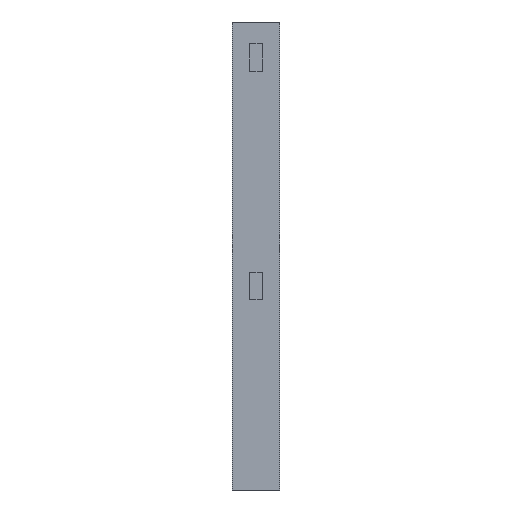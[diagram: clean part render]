
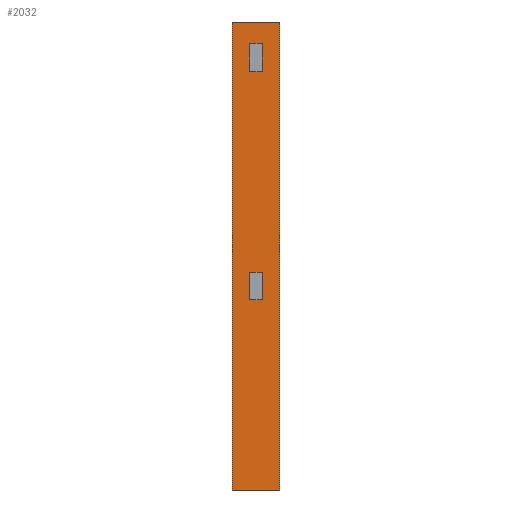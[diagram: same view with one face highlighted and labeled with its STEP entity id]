
A CAD part, left-side view. The second image highlights one B-rep face of the part: STEP entity #2032.
In plain terms, the highlighted planar face has unit normal (-1, 0, 0).
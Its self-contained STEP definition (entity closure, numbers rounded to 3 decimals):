
#4 = CARTESIAN_POINT ( 'NONE',  ( -45., -5., -70. ) ) ;
#7 = LINE ( 'NONE', #1787, #1438 ) ;
#23 = LINE ( 'NONE', #1811, #747 ) ;
#25 = DIRECTION ( 'NONE',  ( 0., -1., 0. ) ) ;
#39 = VERTEX_POINT ( 'NONE', #1663 ) ;
#87 = VERTEX_POINT ( 'NONE', #2014 ) ;
#167 = CARTESIAN_POINT ( 'NONE',  ( -45., 1.3, -13.786 ) ) ;
#168 = DIRECTION ( 'NONE',  ( 1., 0., 0. ) ) ;
#194 = CARTESIAN_POINT ( 'NONE',  ( -45., 1.3, -7.886 ) ) ;
#196 = PLANE ( 'NONE',  #649 ) ;
#226 = VERTEX_POINT ( 'NONE', #945 ) ;
#309 = CARTESIAN_POINT ( 'NONE',  ( -45., -5., 45. ) ) ;
#330 = CARTESIAN_POINT ( 'NONE',  ( -45., 5., -70. ) ) ;
#359 = EDGE_CURVE ( 'NONE', #39, #1880, #7, .T. ) ;
#364 = DIRECTION ( 'NONE',  ( 0., 0., 1. ) ) ;
#369 = CARTESIAN_POINT ( 'NONE',  ( -45., -1.3, 34.55 ) ) ;
#442 = CARTESIAN_POINT ( 'NONE',  ( -45., 5., -54. ) ) ;
#446 = LINE ( 'NONE', #2101, #1985 ) ;
#449 = EDGE_CURVE ( 'NONE', #667, #226, #1960, .T. ) ;
#458 = DIRECTION ( 'NONE',  ( 0., 1., 0. ) ) ;
#462 = EDGE_CURVE ( 'NONE', #87, #39, #996, .T. ) ;
#484 = CARTESIAN_POINT ( 'NONE',  ( -45., 1.3, 40.45 ) ) ;
#504 = CARTESIAN_POINT ( 'NONE',  ( -45., -1.3, 40.45 ) ) ;
#547 = LINE ( 'NONE', #4, #1069 ) ;
#562 = VERTEX_POINT ( 'NONE', #369 ) ;
#623 = DIRECTION ( 'NONE',  ( 0., 0., -1. ) ) ;
#627 = VECTOR ( 'NONE', #25, 1000. ) ;
#649 = AXIS2_PLACEMENT_3D ( 'NONE', #1795, #168, #1632 ) ;
#664 = VECTOR ( 'NONE', #1796, 1000. ) ;
#667 = VERTEX_POINT ( 'NONE', #442 ) ;
#686 = DIRECTION ( 'NONE',  ( 0., -1., 0. ) ) ;
#694 = DIRECTION ( 'NONE',  ( 0., 0., -1. ) ) ;
#696 = DIRECTION ( 'NONE',  ( 0., 1., 0. ) ) ;
#706 = DIRECTION ( 'NONE',  ( 0., 0., 1. ) ) ;
#710 = EDGE_CURVE ( 'NONE', #1834, #562, #2075, .T. ) ;
#739 = ORIENTED_EDGE ( 'NONE', *, *, #359, .F. ) ;
#747 = VECTOR ( 'NONE', #686, 1000. ) ;
#752 = EDGE_CURVE ( 'NONE', #1437, #87, #963, .T. ) ;
#774 = EDGE_CURVE ( 'NONE', #1282, #1441, #547, .T. ) ;
#781 = ORIENTED_EDGE ( 'NONE', *, *, #449, .F. ) ;
#797 = CARTESIAN_POINT ( 'NONE',  ( -45., 1.3, -7.886 ) ) ;
#808 = FACE_OUTER_BOUND ( 'NONE', #1636, .T. ) ;
#809 = CARTESIAN_POINT ( 'NONE',  ( -45., 1.3, -13.786 ) ) ;
#819 = FACE_BOUND ( 'NONE', #1354, .T. ) ;
#838 = DIRECTION ( 'NONE',  ( 0., 0., 1. ) ) ;
#842 = EDGE_LOOP ( 'NONE', ( #886, #1821, #1170, #1409 ) ) ;
#854 = LINE ( 'NONE', #194, #1185 ) ;
#863 = EDGE_CURVE ( 'NONE', #1087, #2086, #1927, .T. ) ;
#886 = ORIENTED_EDGE ( 'NONE', *, *, #1076, .T. ) ;
#905 = VECTOR ( 'NONE', #706, 1000. ) ;
#934 = VECTOR ( 'NONE', #623, 1000. ) ;
#945 = CARTESIAN_POINT ( 'NONE',  ( -45., 5., 45. ) ) ;
#963 = LINE ( 'NONE', #167, #1978 ) ;
#984 = LINE ( 'NONE', #1509, #1930 ) ;
#988 = FACE_BOUND ( 'NONE', #842, .T. ) ;
#996 = LINE ( 'NONE', #809, #627 ) ;
#1058 = ORIENTED_EDGE ( 'NONE', *, *, #752, .F. ) ;
#1069 = VECTOR ( 'NONE', #364, 1000. ) ;
#1072 = EDGE_CURVE ( 'NONE', #226, #1441, #2060, .T. ) ;
#1076 = EDGE_CURVE ( 'NONE', #562, #1087, #446, .T. ) ;
#1087 = VERTEX_POINT ( 'NONE', #1107 ) ;
#1107 = CARTESIAN_POINT ( 'NONE',  ( -45., 1.3, 34.55 ) ) ;
#1113 = CARTESIAN_POINT ( 'NONE',  ( -45., -1.3, 40.45 ) ) ;
#1119 = ORIENTED_EDGE ( 'NONE', *, *, #1072, .F. ) ;
#1170 = ORIENTED_EDGE ( 'NONE', *, *, #1886, .T. ) ;
#1176 = ORIENTED_EDGE ( 'NONE', *, *, #774, .T. ) ;
#1185 = VECTOR ( 'NONE', #696, 1000. ) ;
#1277 = CARTESIAN_POINT ( 'NONE',  ( -45., 5., 45. ) ) ;
#1282 = VERTEX_POINT ( 'NONE', #1341 ) ;
#1341 = CARTESIAN_POINT ( 'NONE',  ( -45., -5., -54. ) ) ;
#1354 = EDGE_LOOP ( 'NONE', ( #1058, #1579, #739, #1567 ) ) ;
#1409 = ORIENTED_EDGE ( 'NONE', *, *, #710, .T. ) ;
#1437 = VERTEX_POINT ( 'NONE', #797 ) ;
#1438 = VECTOR ( 'NONE', #838, 1000. ) ;
#1441 = VERTEX_POINT ( 'NONE', #309 ) ;
#1446 = DIRECTION ( 'NONE',  ( 0., -1., 0. ) ) ;
#1509 = CARTESIAN_POINT ( 'NONE',  ( -45., -5., -54. ) ) ;
#1541 = ORIENTED_EDGE ( 'NONE', *, *, #1967, .F. ) ;
#1567 = ORIENTED_EDGE ( 'NONE', *, *, #462, .F. ) ;
#1579 = ORIENTED_EDGE ( 'NONE', *, *, #1883, .F. ) ;
#1632 = DIRECTION ( 'NONE',  ( 0., 0., -1. ) ) ;
#1636 = EDGE_LOOP ( 'NONE', ( #1541, #1176, #1119, #781 ) ) ;
#1648 = CARTESIAN_POINT ( 'NONE',  ( -45., -1.3, -7.886 ) ) ;
#1663 = CARTESIAN_POINT ( 'NONE',  ( -45., -1.3, -13.786 ) ) ;
#1748 = VECTOR ( 'NONE', #1446, 1000. ) ;
#1787 = CARTESIAN_POINT ( 'NONE',  ( -45., -1.3, -13.786 ) ) ;
#1795 = CARTESIAN_POINT ( 'NONE',  ( -45., 5., -70. ) ) ;
#1796 = DIRECTION ( 'NONE',  ( 0., 0., 1. ) ) ;
#1811 = CARTESIAN_POINT ( 'NONE',  ( -45., 1.3, 40.45 ) ) ;
#1821 = ORIENTED_EDGE ( 'NONE', *, *, #863, .T. ) ;
#1834 = VERTEX_POINT ( 'NONE', #504 ) ;
#1880 = VERTEX_POINT ( 'NONE', #1648 ) ;
#1883 = EDGE_CURVE ( 'NONE', #1880, #1437, #854, .T. ) ;
#1886 = EDGE_CURVE ( 'NONE', #2086, #1834, #23, .T. ) ;
#1927 = LINE ( 'NONE', #484, #905 ) ;
#1930 = VECTOR ( 'NONE', #1986, 1000. ) ;
#1959 = CARTESIAN_POINT ( 'NONE',  ( -45., 1.3, 40.45 ) ) ;
#1960 = LINE ( 'NONE', #330, #664 ) ;
#1967 = EDGE_CURVE ( 'NONE', #1282, #667, #984, .T. ) ;
#1978 = VECTOR ( 'NONE', #694, 1000. ) ;
#1985 = VECTOR ( 'NONE', #458, 1000. ) ;
#1986 = DIRECTION ( 'NONE',  ( 0., 1., 0. ) ) ;
#2014 = CARTESIAN_POINT ( 'NONE',  ( -45., 1.3, -13.786 ) ) ;
#2032 = ADVANCED_FACE ( 'NONE', ( #988, #819, #808 ), #196, .F. ) ;
#2060 = LINE ( 'NONE', #1277, #1748 ) ;
#2075 = LINE ( 'NONE', #1113, #934 ) ;
#2086 = VERTEX_POINT ( 'NONE', #1959 ) ;
#2101 = CARTESIAN_POINT ( 'NONE',  ( -45., 1.3, 34.55 ) ) ;
